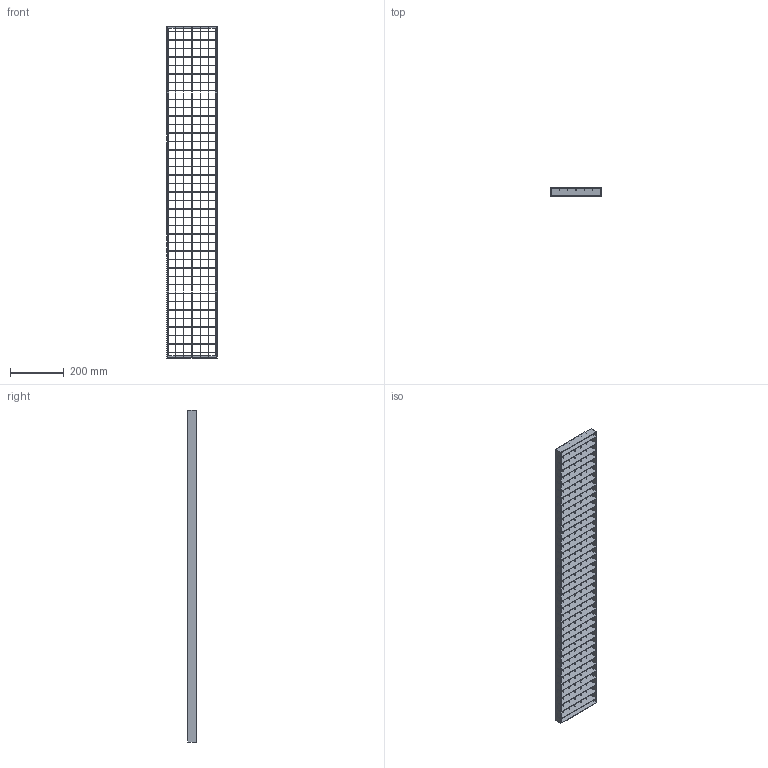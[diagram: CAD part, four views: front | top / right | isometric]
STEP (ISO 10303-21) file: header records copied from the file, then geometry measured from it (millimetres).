
FILE_DESCRIPTION (( 'STEP AP203' ), '1' );
FILE_NAME ('23-191243030-7.step', '2015-08-26T22:51:50', ( '' ), ( '' ), 'SwSTEP 2.0', 'SolidWorks 2015', '' );
FILE_SCHEMA (( 'CONFIG_CONTROL_DESIGN' ));
Length unit declared in the file: millimetre
Products named in the file (1): 23-191243030-7
Bounding box: 190 x 30 x 1240 mm (x, y, z)
Volume: 598161 mm3; surface area: 791013 mm2
Topology: 1 solids, 1 shells, 1112 faces, 3924 edges, 2612 vertices
Faces by surface type: plane 1112
Entity records: 42234 total; most frequent: ORIENTED_EDGE 7848, CARTESIAN_POINT 7664, DIRECTION 6145, EDGE_CURVE 3924, LINE 3919, VECTOR 3919, VERTEX_POINT 2612, EDGE_LOOP 1390
